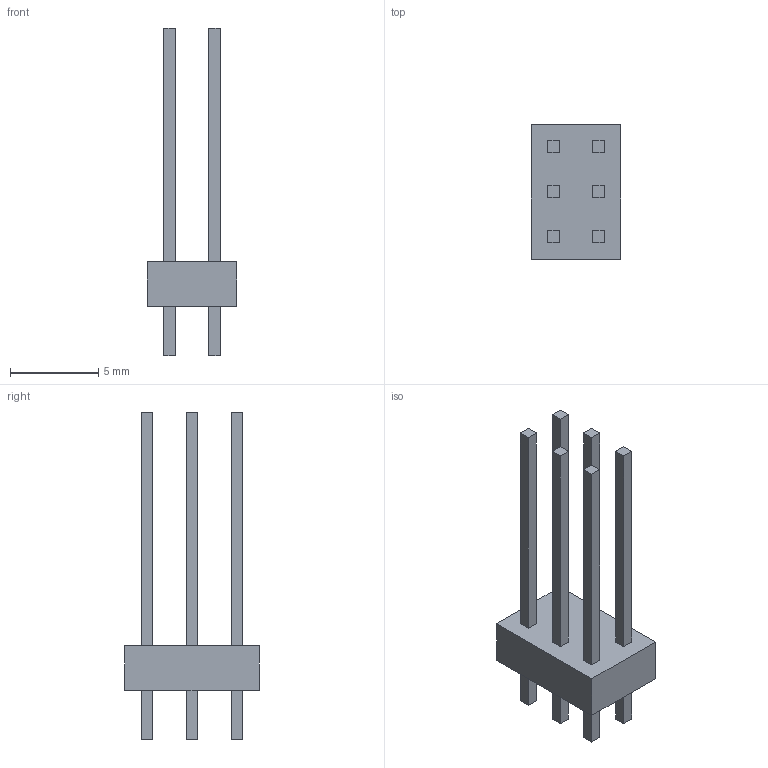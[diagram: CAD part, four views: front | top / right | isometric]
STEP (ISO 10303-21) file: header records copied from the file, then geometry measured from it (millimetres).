
FILE_DESCRIPTION(('FreeCAD Model'),'2;1');
FILE_NAME('Open CASCADE Shape Model','2023-11-30T00:25:04',(''),(''), 'Open CASCADE STEP processor 7.6','FreeCAD','Unknown');
FILE_SCHEMA(('AUTOMOTIVE_DESIGN { 1 0 10303 214 1 1 1 1 }'));
Length unit declared in the file: millimetre
Products named in the file (1): MultiTransform
Bounding box: 5.08 x 7.62 x 18.54 mm (x, y, z)
Volume: 137.6 mm3; surface area: 387.7 mm2
Topology: 1 solids, 1 shells, 66 faces, 156 edges, 104 vertices
Faces by surface type: plane 66
Entity records: 2346 total; most frequent: CARTESIAN_POINT 327, ORIENTED_EDGE 312, DIRECTION 290, EDGE_CURVE 156, LINE 156, VECTOR 156, VERTEX_POINT 104, FACE_BOUND 78
